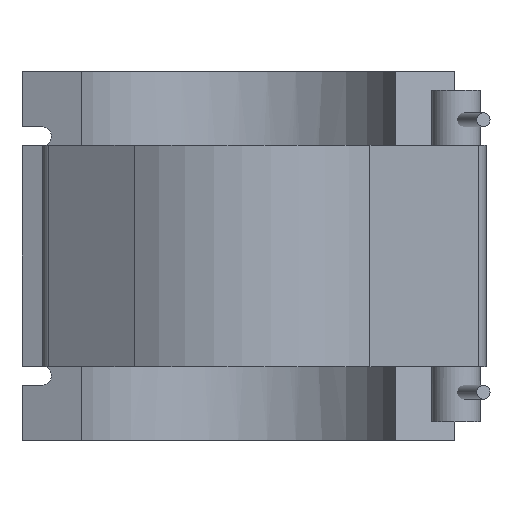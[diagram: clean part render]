
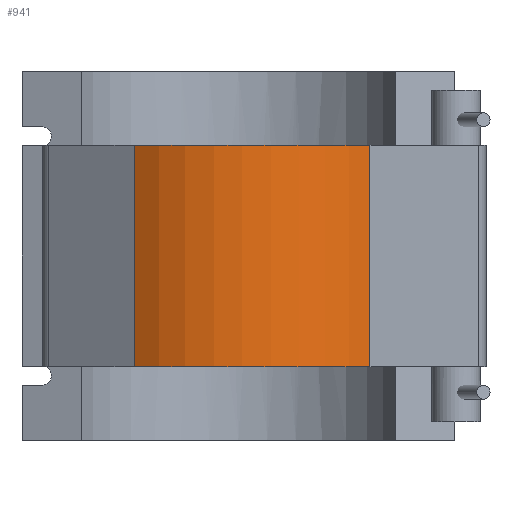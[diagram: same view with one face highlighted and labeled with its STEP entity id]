
A CAD part, front view. The second image highlights one B-rep face of the part: STEP entity #941.
In plain terms, the highlighted cylindrical face has radius 84 mm (diameter 168 mm), a partial arc.
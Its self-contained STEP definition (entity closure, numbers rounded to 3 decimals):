
#78=CYLINDRICAL_SURFACE('',#1040,84.);
#116=CIRCLE('',#1041,84.);
#117=CIRCLE('',#1042,84.);
#177=FACE_OUTER_BOUND('',#264,.T.);
#264=EDGE_LOOP('',(#793,#794,#795,#796));
#340=LINE('',#1993,#404);
#341=LINE('',#1997,#405);
#404=VECTOR('',#1276,105.6);
#405=VECTOR('',#1279,105.6);
#484=VERTEX_POINT('',#1991);
#485=VERTEX_POINT('',#1992);
#486=VERTEX_POINT('',#1994);
#487=VERTEX_POINT('',#1996);
#593=EDGE_CURVE('',#484,#485,#340,.T.);
#594=EDGE_CURVE('',#486,#484,#116,.T.);
#595=EDGE_CURVE('',#487,#486,#341,.T.);
#596=EDGE_CURVE('',#485,#487,#117,.T.);
#793=ORIENTED_EDGE('',*,*,#593,.F.);
#794=ORIENTED_EDGE('',*,*,#594,.F.);
#795=ORIENTED_EDGE('',*,*,#595,.F.);
#796=ORIENTED_EDGE('',*,*,#596,.F.);
#941=ADVANCED_FACE('',(#177),#78,.T.);
#1040=AXIS2_PLACEMENT_3D('',#1990,#1274,#1275);
#1041=AXIS2_PLACEMENT_3D('',#1995,#1277,#1278);
#1042=AXIS2_PLACEMENT_3D('',#1998,#1280,#1281);
#1274=DIRECTION('center_axis',(0.,0.,1.));
#1275=DIRECTION('ref_axis',(-1.,0.,0.));
#1276=DIRECTION('',(0.,0.,-1.));
#1277=DIRECTION('center_axis',(0.,0.,1.));
#1278=DIRECTION('ref_axis',(-1.,0.,0.));
#1279=DIRECTION('',(0.,0.,1.));
#1280=DIRECTION('center_axis',(0.,0.,-1.));
#1281=DIRECTION('ref_axis',(-1.,0.,0.));
#1990=CARTESIAN_POINT('Origin',(0.,0.,0.));
#1991=CARTESIAN_POINT('',(62.902,-55.672,52.8));
#1992=CARTESIAN_POINT('',(62.902,-55.672,-52.8));
#1993=CARTESIAN_POINT('',(62.902,-55.672,0.));
#1994=CARTESIAN_POINT('',(-49.839,-67.617,52.8));
#1995=CARTESIAN_POINT('Origin',(0.,0.,52.8));
#1996=CARTESIAN_POINT('',(-49.839,-67.617,-52.8));
#1997=CARTESIAN_POINT('',(-49.839,-67.617,0.));
#1998=CARTESIAN_POINT('Origin',(0.,0.,-52.8));
